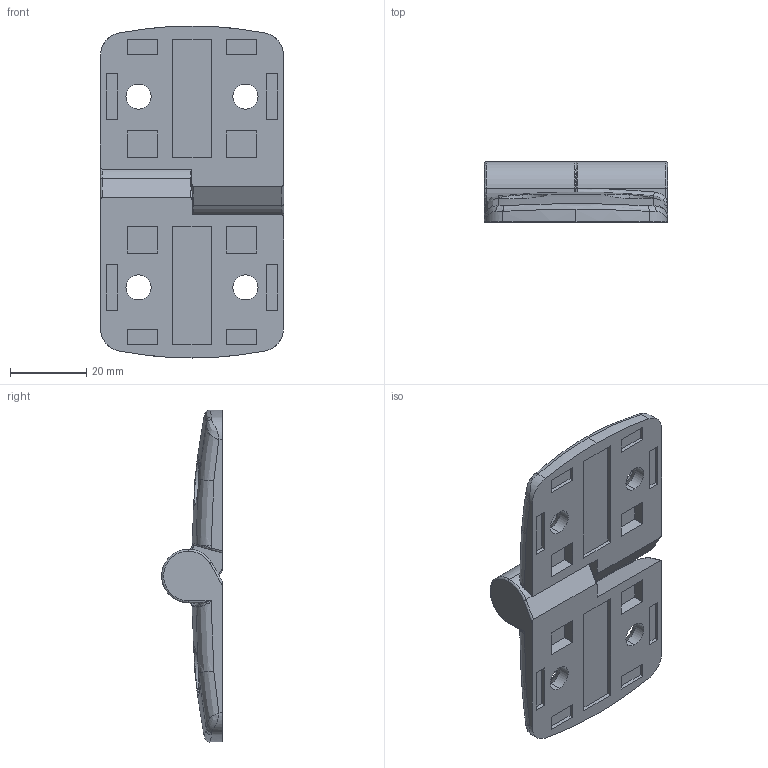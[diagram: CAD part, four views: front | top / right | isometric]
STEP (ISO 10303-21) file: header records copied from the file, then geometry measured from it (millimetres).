
FILE_DESCRIPTION (( 'STEP AP203' ), '1' );
FILE_NAME ('402600012_c_1.STEP', '2022-12-18T17:40:02', ( '' ), ( '' ), 'SwSTEP 2.0', 'SolidWorks 2014', '' );
FILE_SCHEMA (( 'CONFIG_CONTROL_DESIGN' ));
Length unit declared in the file: millimetre
Products named in the file (3): 095k45L00_Standard; 095k-01_6-41; 402600012_c_1
Assembly tree (3 placements, depth 2):
  402600012_c_1
    095k45L00_Standard  x2
    095k-01_6-41
Bounding box: 48 x 15.9 x 87 mm (x, y, z)
Volume: 26873.4 mm3; surface area: 13396 mm2
Topology: 3 solids, 3 shells, 202 faces, 490 edges, 306 vertices
Faces by surface type: plane 90, cylinder 50, bspline 46, cone 12, torus 4
Entity records: 4677 total; most frequent: CARTESIAN_POINT 2028, ORIENTED_EDGE 514, DIRECTION 430, EDGE_CURVE 257, VERTEX_POINT 161, AXIS2_PLACEMENT_3D 149, VECTOR 132, LINE 132
